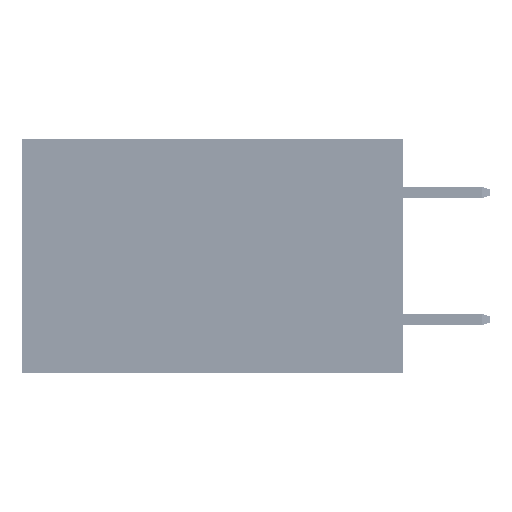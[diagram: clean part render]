
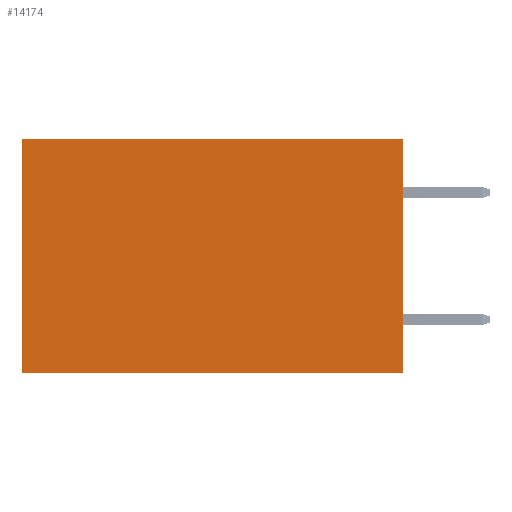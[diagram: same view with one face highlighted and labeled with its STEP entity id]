
A CAD part, left-side view. The second image highlights one B-rep face of the part: STEP entity #14174.
In plain terms, the highlighted planar face has unit normal (-1, 0, 0).
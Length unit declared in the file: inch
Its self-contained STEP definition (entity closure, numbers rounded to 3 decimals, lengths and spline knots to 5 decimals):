
#2040 = CARTESIAN_POINT ( 'NONE',  ( 0.2875, 0., 0. ) ) ;
#2709 = CARTESIAN_POINT ( 'NONE',  ( 0.2875, 0., -0.37 ) ) ;
#4993 = CARTESIAN_POINT ( 'NONE',  ( 0.2875, 0.6, -0.37 ) ) ;
#5608 = ORIENTED_EDGE ( 'NONE', *, *, #16266, .T. ) ;
#6794 = VECTOR ( 'NONE', #22413, 39.37008 ) ;
#8165 = VERTEX_POINT ( 'NONE', #47521 ) ;
#8239 = EDGE_CURVE ( 'NONE', #14710, #11679, #14457, .T. ) ;
#8399 = DIRECTION ( 'NONE',  ( 0., 0., -1. ) ) ;
#9445 = VECTOR ( 'NONE', #47634, 39.37008 ) ;
#9484 = DIRECTION ( 'NONE',  ( 1., 0., 0. ) ) ;
#9926 = EDGE_LOOP ( 'NONE', ( #5608, #11259, #34843, #18692 ) ) ;
#10232 = EDGE_CURVE ( 'NONE', #8165, #27339, #38547, .T. ) ;
#10793 = VECTOR ( 'NONE', #39024, 39.37008 ) ;
#11259 = ORIENTED_EDGE ( 'NONE', *, *, #8239, .F. ) ;
#11679 = VERTEX_POINT ( 'NONE', #4993 ) ;
#11879 = LINE ( 'NONE', #30521, #36125 ) ;
#14174 = ADVANCED_FACE ( 'NONE', ( #24383 ), #40041, .F. ) ;
#14457 = LINE ( 'NONE', #40804, #6794 ) ;
#14710 = VERTEX_POINT ( 'NONE', #2709 ) ;
#16266 = EDGE_CURVE ( 'NONE', #27339, #11679, #11879, .T. ) ;
#17172 = DIRECTION ( 'NONE',  ( 0., 0., -1. ) ) ;
#18692 = ORIENTED_EDGE ( 'NONE', *, *, #10232, .T. ) ;
#20564 = LINE ( 'NONE', #31500, #9445 ) ;
#22021 = EDGE_CURVE ( 'NONE', #8165, #14710, #20564, .T. ) ;
#22413 = DIRECTION ( 'NONE',  ( 0., 1., 0. ) ) ;
#24383 = FACE_OUTER_BOUND ( 'NONE', #9926, .T. ) ;
#27339 = VERTEX_POINT ( 'NONE', #34530 ) ;
#30521 = CARTESIAN_POINT ( 'NONE',  ( 0.2875, 0.6, 0. ) ) ;
#31500 = CARTESIAN_POINT ( 'NONE',  ( 0.2875, 0., 0. ) ) ;
#31799 = CARTESIAN_POINT ( 'NONE',  ( 0.2875, 0., 0. ) ) ;
#34530 = CARTESIAN_POINT ( 'NONE',  ( 0.2875, 0.6, 0. ) ) ;
#34843 = ORIENTED_EDGE ( 'NONE', *, *, #22021, .F. ) ;
#36125 = VECTOR ( 'NONE', #8399, 39.37008 ) ;
#38547 = LINE ( 'NONE', #31799, #10793 ) ;
#39024 = DIRECTION ( 'NONE',  ( 0., 1., 0. ) ) ;
#40041 = PLANE ( 'NONE',  #43912 ) ;
#40804 = CARTESIAN_POINT ( 'NONE',  ( 0.2875, 0., -0.37 ) ) ;
#43912 = AXIS2_PLACEMENT_3D ( 'NONE', #2040, #9484, #17172 ) ;
#47521 = CARTESIAN_POINT ( 'NONE',  ( 0.2875, 0., 0. ) ) ;
#47634 = DIRECTION ( 'NONE',  ( 0., 0., -1. ) ) ;
